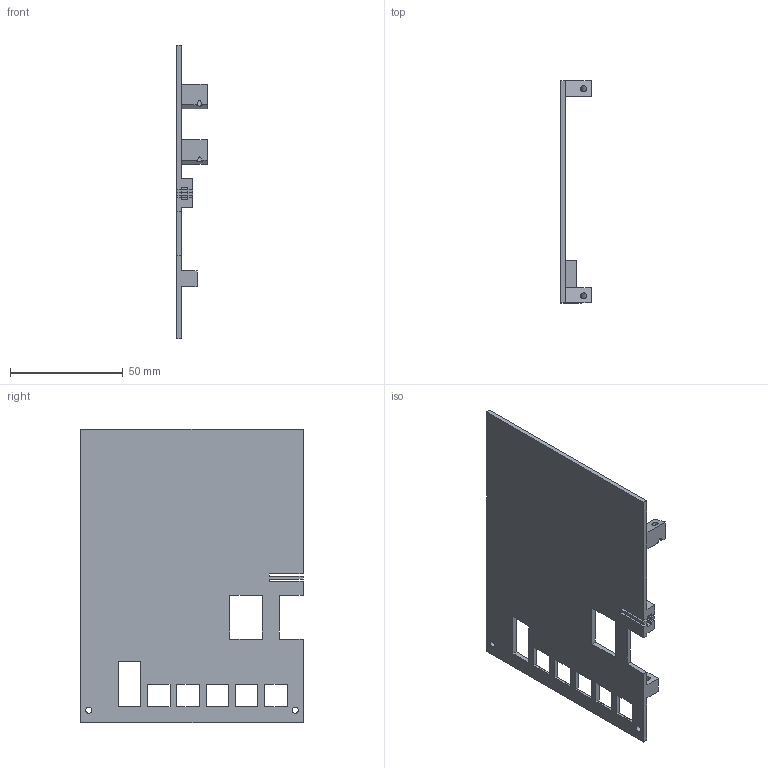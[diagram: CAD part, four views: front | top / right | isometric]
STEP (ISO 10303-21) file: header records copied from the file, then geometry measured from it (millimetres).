
FILE_DESCRIPTION(('Open CASCADE Model'),'2;1');
FILE_NAME('Open CASCADE Shape Model','2023-08-02T22:13:45',('Author'),( 'Open CASCADE'),'Open CASCADE STEP processor 7.7','Open CASCADE 7.7' ,'Unknown');
FILE_SCHEMA(('AUTOMOTIVE_DESIGN { 1 0 10303 214 1 1 1 1 }'));
Length unit declared in the file: millimetre
Products named in the file (1): Open CASCADE STEP translator 7.7 1
Bounding box: 13.5 x 98.5 x 130 mm (x, y, z)
Volume: 25976.9 mm3; surface area: 26874.3 mm2
Topology: 1 solids, 1 shells, 102 faces, 293 edges, 193 vertices
Faces by surface type: plane 96, cylinder 6
Full cylindrical faces by diameter (mm): 2.77 x6
Entity records: 3331 total; most frequent: CARTESIAN_POINT 589, ORIENTED_EDGE 586, DIRECTION 515, EDGE_CURVE 293, LINE 277, VECTOR 277, VERTEX_POINT 193, FACE_BOUND 124
